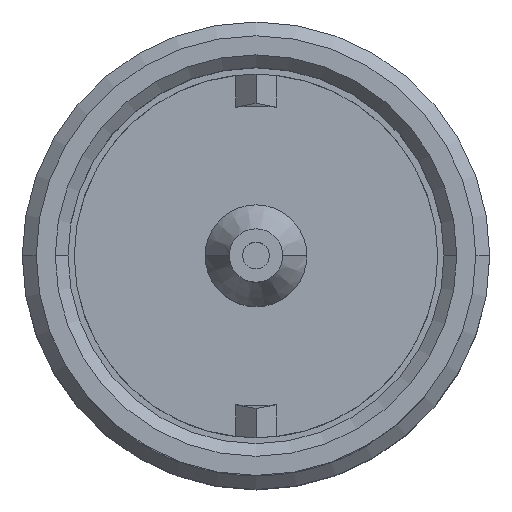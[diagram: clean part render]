
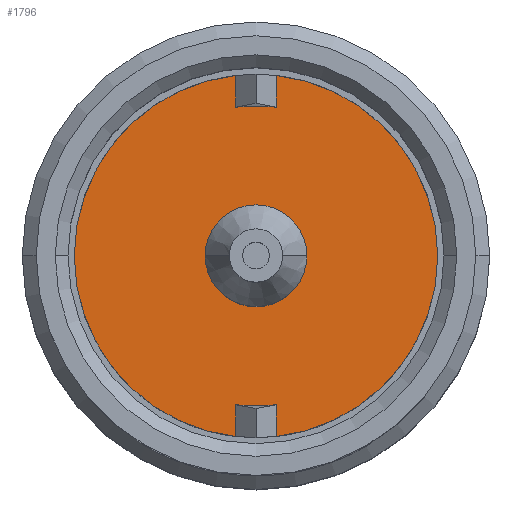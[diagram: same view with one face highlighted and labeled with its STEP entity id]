
A CAD part, top view. The second image highlights one B-rep face of the part: STEP entity #1796.
In plain terms, the highlighted planar face has unit normal (0, 0, 1).
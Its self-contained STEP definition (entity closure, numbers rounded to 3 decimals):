
#108 = DIRECTION ( 'NONE',  ( 1., 0., 0. ) ) ;
#140 = DIRECTION ( 'NONE',  ( 0., 0., -1. ) ) ;
#174 = CARTESIAN_POINT ( 'NONE',  ( -0.8, -5.853, -0.8 ) ) ;
#277 = CARTESIAN_POINT ( 'NONE',  ( 0., 0., -0.8 ) ) ;
#317 = EDGE_CURVE ( 'NONE', #2430, #8092, #3961, .T. ) ;
#334 = CARTESIAN_POINT ( 'NONE',  ( 0.8, 8., -0.8 ) ) ;
#481 = DIRECTION ( 'NONE',  ( 0., 0., 1. ) ) ;
#496 = LINE ( 'NONE', #6699, #7613 ) ;
#665 = CARTESIAN_POINT ( 'NONE',  ( -0.8, 8., -0.8 ) ) ;
#1133 = DIRECTION ( 'NONE',  ( 0., -1., 0. ) ) ;
#1135 = DIRECTION ( 'NONE',  ( 0., -1., 0. ) ) ;
#1227 = DIRECTION ( 'NONE',  ( 1., 0., 0. ) ) ;
#1261 = DIRECTION ( 'NONE',  ( 0., 0., 1. ) ) ;
#1278 = ORIENTED_EDGE ( 'NONE', *, *, #9687, .T. ) ;
#1281 = CARTESIAN_POINT ( 'NONE',  ( 0.8, -7.105, -0.8 ) ) ;
#1400 = ORIENTED_EDGE ( 'NONE', *, *, #4303, .F. ) ;
#1432 = EDGE_CURVE ( 'NONE', #2317, #1455, #3511, .T. ) ;
#1455 = VERTEX_POINT ( 'NONE', #2157 ) ;
#1650 = CIRCLE ( 'NONE', #2652, 7.15 ) ;
#1796 = ADVANCED_FACE ( 'NONE', ( #10085, #5125 ), #2903, .T. ) ;
#1904 = CARTESIAN_POINT ( 'NONE',  ( -0.8, 7.105, -0.8 ) ) ;
#2070 = VECTOR ( 'NONE', #9124, 1000. ) ;
#2117 = ORIENTED_EDGE ( 'NONE', *, *, #5541, .T. ) ;
#2157 = CARTESIAN_POINT ( 'NONE',  ( -0.8, -7.105, -0.8 ) ) ;
#2317 = VERTEX_POINT ( 'NONE', #10010 ) ;
#2430 = VERTEX_POINT ( 'NONE', #5930 ) ;
#2564 = AXIS2_PLACEMENT_3D ( 'NONE', #9600, #3989, #10523 ) ;
#2580 = AXIS2_PLACEMENT_3D ( 'NONE', #6056, #481, #6985 ) ;
#2604 = AXIS2_PLACEMENT_3D ( 'NONE', #5954, #11521, #4998 ) ;
#2652 = AXIS2_PLACEMENT_3D ( 'NONE', #11263, #5689, #108 ) ;
#2704 = CARTESIAN_POINT ( 'NONE',  ( 0.8, -5.853, -0.8 ) ) ;
#2739 = VERTEX_POINT ( 'NONE', #2704 ) ;
#2777 = EDGE_CURVE ( 'NONE', #2739, #11526, #496, .T. ) ;
#2804 = VERTEX_POINT ( 'NONE', #174 ) ;
#2903 = PLANE ( 'NONE',  #3928 ) ;
#3315 = AXIS2_PLACEMENT_3D ( 'NONE', #3891, #10437, #4853 ) ;
#3454 = CIRCLE ( 'NONE', #2564, 5.908 ) ;
#3511 = CIRCLE ( 'NONE', #4428, 7.15 ) ;
#3577 = CIRCLE ( 'NONE', #3315, 2. ) ;
#3678 = CIRCLE ( 'NONE', #5672, 5.908 ) ;
#3728 = CARTESIAN_POINT ( 'NONE',  ( 0., 0., -0.8 ) ) ;
#3891 = CARTESIAN_POINT ( 'NONE',  ( 0., 0., -0.8 ) ) ;
#3928 = AXIS2_PLACEMENT_3D ( 'NONE', #6815, #1261, #7744 ) ;
#3961 = CIRCLE ( 'NONE', #2604, 7.15 ) ;
#3989 = DIRECTION ( 'NONE',  ( 0., 0., 1. ) ) ;
#3992 = EDGE_LOOP ( 'NONE', ( #9161, #11450 ) ) ;
#4303 = EDGE_CURVE ( 'NONE', #11098, #8173, #7010, .T. ) ;
#4345 = VECTOR ( 'NONE', #1133, 1000. ) ;
#4428 = AXIS2_PLACEMENT_3D ( 'NONE', #277, #6786, #1227 ) ;
#4694 = DIRECTION ( 'NONE',  ( 0., -1., 0. ) ) ;
#4853 = DIRECTION ( 'NONE',  ( 1., 0., 0. ) ) ;
#4998 = DIRECTION ( 'NONE',  ( 1., 0., 0. ) ) ;
#5125 = FACE_OUTER_BOUND ( 'NONE', #8501, .T. ) ;
#5541 = EDGE_CURVE ( 'NONE', #2804, #2739, #3454, .T. ) ;
#5672 = AXIS2_PLACEMENT_3D ( 'NONE', #3728, #10277, #4694 ) ;
#5689 = DIRECTION ( 'NONE',  ( 0., 0., 1. ) ) ;
#5723 = CARTESIAN_POINT ( 'NONE',  ( 0., 0., -0.8 ) ) ;
#5830 = DIRECTION ( 'NONE',  ( 0., -1., 0. ) ) ;
#5930 = CARTESIAN_POINT ( 'NONE',  ( 7.15, 0., -0.8 ) ) ;
#5935 = EDGE_CURVE ( 'NONE', #9684, #10091, #3577, .T. ) ;
#5954 = CARTESIAN_POINT ( 'NONE',  ( 0., 0., -0.8 ) ) ;
#6056 = CARTESIAN_POINT ( 'NONE',  ( 0., 0., -0.8 ) ) ;
#6475 = ORIENTED_EDGE ( 'NONE', *, *, #7507, .F. ) ;
#6606 = CIRCLE ( 'NONE', #2580, 7.15 ) ;
#6667 = DIRECTION ( 'NONE',  ( 1., 0., 0. ) ) ;
#6694 = CARTESIAN_POINT ( 'NONE',  ( -0.8, 8., -0.8 ) ) ;
#6699 = CARTESIAN_POINT ( 'NONE',  ( 0.8, 8., -0.8 ) ) ;
#6786 = DIRECTION ( 'NONE',  ( 0., 0., 1. ) ) ;
#6815 = CARTESIAN_POINT ( 'NONE',  ( 0.8, 8., -0.8 ) ) ;
#6985 = DIRECTION ( 'NONE',  ( 1., 0., 0. ) ) ;
#7010 = LINE ( 'NONE', #665, #2070 ) ;
#7206 = CARTESIAN_POINT ( 'NONE',  ( -0.8, 5.853, -0.8 ) ) ;
#7256 = VERTEX_POINT ( 'NONE', #8110 ) ;
#7411 = ORIENTED_EDGE ( 'NONE', *, *, #10210, .T. ) ;
#7507 = EDGE_CURVE ( 'NONE', #2804, #1455, #11481, .T. ) ;
#7541 = ORIENTED_EDGE ( 'NONE', *, *, #7611, .T. ) ;
#7611 = EDGE_CURVE ( 'NONE', #8092, #7256, #10314, .T. ) ;
#7613 = VECTOR ( 'NONE', #1135, 1000. ) ;
#7744 = DIRECTION ( 'NONE',  ( 1., 0., 0. ) ) ;
#8092 = VERTEX_POINT ( 'NONE', #10730 ) ;
#8110 = CARTESIAN_POINT ( 'NONE',  ( 0.8, 5.853, -0.8 ) ) ;
#8131 = VECTOR ( 'NONE', #5830, 1000. ) ;
#8173 = VERTEX_POINT ( 'NONE', #7206 ) ;
#8262 = EDGE_CURVE ( 'NONE', #7256, #8173, #3678, .T. ) ;
#8359 = CARTESIAN_POINT ( 'NONE',  ( 2., 0., -0.8 ) ) ;
#8449 = CARTESIAN_POINT ( 'NONE',  ( -2., 0., -0.8 ) ) ;
#8501 = EDGE_LOOP ( 'NONE', ( #7541, #11190, #1400, #7411, #11186, #6475, #2117, #10374, #1278, #11580 ) ) ;
#8732 = EDGE_CURVE ( 'NONE', #10091, #9684, #11698, .T. ) ;
#9124 = DIRECTION ( 'NONE',  ( 0., -1., 0. ) ) ;
#9161 = ORIENTED_EDGE ( 'NONE', *, *, #8732, .T. ) ;
#9427 = AXIS2_PLACEMENT_3D ( 'NONE', #5723, #140, #6667 ) ;
#9600 = CARTESIAN_POINT ( 'NONE',  ( 0., 0., -0.8 ) ) ;
#9684 = VERTEX_POINT ( 'NONE', #8449 ) ;
#9687 = EDGE_CURVE ( 'NONE', #11526, #2430, #1650, .T. ) ;
#10010 = CARTESIAN_POINT ( 'NONE',  ( -7.15, 0., -0.8 ) ) ;
#10085 = FACE_BOUND ( 'NONE', #3992, .T. ) ;
#10091 = VERTEX_POINT ( 'NONE', #8359 ) ;
#10210 = EDGE_CURVE ( 'NONE', #11098, #2317, #6606, .T. ) ;
#10277 = DIRECTION ( 'NONE',  ( 0., 0., 1. ) ) ;
#10314 = LINE ( 'NONE', #334, #8131 ) ;
#10374 = ORIENTED_EDGE ( 'NONE', *, *, #2777, .T. ) ;
#10437 = DIRECTION ( 'NONE',  ( 0., 0., -1. ) ) ;
#10523 = DIRECTION ( 'NONE',  ( 0., -1., 0. ) ) ;
#10730 = CARTESIAN_POINT ( 'NONE',  ( 0.8, 7.105, -0.8 ) ) ;
#11098 = VERTEX_POINT ( 'NONE', #1904 ) ;
#11186 = ORIENTED_EDGE ( 'NONE', *, *, #1432, .T. ) ;
#11190 = ORIENTED_EDGE ( 'NONE', *, *, #8262, .T. ) ;
#11263 = CARTESIAN_POINT ( 'NONE',  ( 0., 0., -0.8 ) ) ;
#11450 = ORIENTED_EDGE ( 'NONE', *, *, #5935, .T. ) ;
#11481 = LINE ( 'NONE', #6694, #4345 ) ;
#11521 = DIRECTION ( 'NONE',  ( 0., 0., 1. ) ) ;
#11526 = VERTEX_POINT ( 'NONE', #1281 ) ;
#11580 = ORIENTED_EDGE ( 'NONE', *, *, #317, .T. ) ;
#11698 = CIRCLE ( 'NONE', #9427, 2. ) ;
